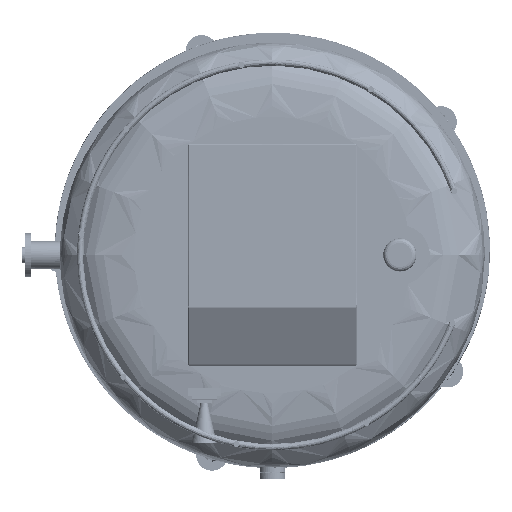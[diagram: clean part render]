
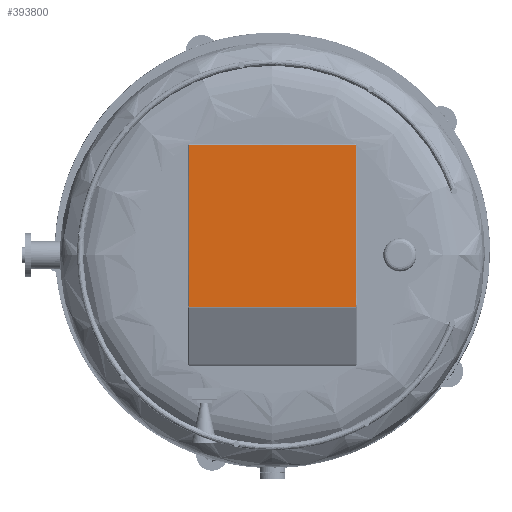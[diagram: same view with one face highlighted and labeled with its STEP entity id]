
A CAD part, top view. The second image highlights one B-rep face of the part: STEP entity #393800.
In plain terms, the highlighted free-form (B-spline) face has degree [1, 1] with [2, 2] control points.
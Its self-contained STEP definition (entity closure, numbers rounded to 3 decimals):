
#393111 = VERTEX_POINT('',#393112);
#393112 = CARTESIAN_POINT('',(609.277,804.343,
    7288.844));
#393183 = VERTEX_POINT('',#393184);
#393184 = CARTESIAN_POINT('',(-609.277,804.343,
    7288.844));
#393375 = VERTEX_POINT('',#393376);
#393376 = CARTESIAN_POINT('',(609.277,-380.383,
    7288.844));
#393409 = EDGE_CURVE('',#393111,#393375,#393410,.T.);
#393410 = B_SPLINE_CURVE_WITH_KNOTS('',1,(#393411,#393412),
  .UNSPECIFIED.,.F.,.F.,(2,2),(-834.824,-18.022),
  .PIECEWISE_BEZIER_KNOTS.);
#393411 = CARTESIAN_POINT('',(609.277,804.343,
    7288.844));
#393412 = CARTESIAN_POINT('',(609.277,-380.383,
    7288.844));
#393563 = VERTEX_POINT('',#393564);
#393564 = CARTESIAN_POINT('',(-609.277,-380.383,
    7288.844));
#393570 = EDGE_CURVE('',#393563,#393183,#393571,.T.);
#393571 = B_SPLINE_CURVE_WITH_KNOTS('',1,(#393572,#393573),
  .UNSPECIFIED.,.F.,.F.,(2,2),(-542.527,274.275),
  .PIECEWISE_BEZIER_KNOTS.);
#393572 = CARTESIAN_POINT('',(-609.277,-380.383,
    7288.844));
#393573 = CARTESIAN_POINT('',(-609.277,804.343,
    7288.844));
#393739 = EDGE_CURVE('',#393183,#393111,#393740,.T.);
#393740 = B_SPLINE_CURVE_WITH_KNOTS('',1,(#393741,#393742),
  .UNSPECIFIED.,.F.,.F.,(2,2),(-633.094,207.031),
  .PIECEWISE_BEZIER_KNOTS.);
#393741 = CARTESIAN_POINT('',(-609.277,804.343,
    7288.844));
#393742 = CARTESIAN_POINT('',(609.277,804.343,
    7288.844));
#393800 = ADVANCED_FACE('',(#393801),#393811,.T.);
#393801 = FACE_BOUND('',#393802,.T.);
#393802 = EDGE_LOOP('',(#393803,#393804,#393805,#393806));
#393803 = ORIENTED_EDGE('',*,*,#393409,.F.);
#393804 = ORIENTED_EDGE('',*,*,#393739,.F.);
#393805 = ORIENTED_EDGE('',*,*,#393570,.F.);
#393806 = ORIENTED_EDGE('',*,*,#393807,.F.);
#393807 = EDGE_CURVE('',#393375,#393563,#393808,.T.);
#393808 = B_SPLINE_CURVE_WITH_KNOTS('',1,(#393809,#393810),
  .UNSPECIFIED.,.F.,.F.,(2,2),(-633.094,207.031),
  .PIECEWISE_BEZIER_KNOTS.);
#393809 = CARTESIAN_POINT('',(609.277,-380.383,
    7288.844));
#393810 = CARTESIAN_POINT('',(-609.277,-380.383,
    7288.844));
#393811 = B_SPLINE_SURFACE_WITH_KNOTS('',1,1,(
    (#393812,#393813)
    ,(#393814,#393815
    )),.UNSPECIFIED.,.F.,.F.,.F.,(2,2),(2,2),(-554.549,
    262.253),(-420.062,420.062),
  .PIECEWISE_BEZIER_KNOTS.);
#393812 = CARTESIAN_POINT('',(-609.277,804.343,
    7288.844));
#393813 = CARTESIAN_POINT('',(609.277,804.343,
    7288.844));
#393814 = CARTESIAN_POINT('',(-609.277,-380.383,
    7288.844));
#393815 = CARTESIAN_POINT('',(609.277,-380.383,
    7288.844));
